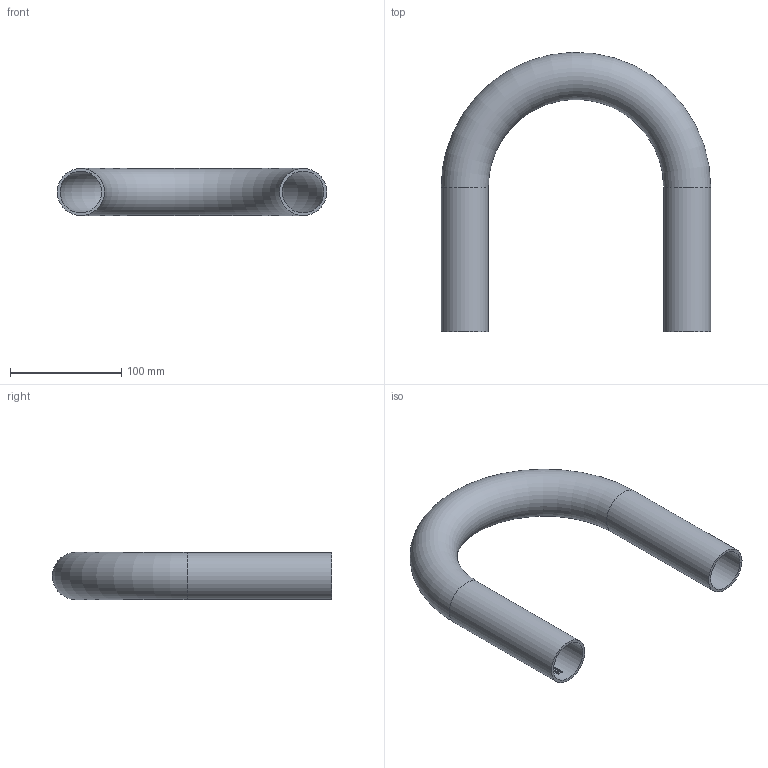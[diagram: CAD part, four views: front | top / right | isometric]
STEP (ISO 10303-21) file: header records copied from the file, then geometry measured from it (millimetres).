
FILE_DESCRIPTION (( 'STEP AP203' ), '1' );
FILE_NAME ('55140-U100.step', '2023-04-14T08:27:43', ( '' ), ( '' ), 'SwSTEP 2.0', 'SolidWorks 2018', '' );
FILE_SCHEMA (( 'CONFIG_CONTROL_DESIGN' ));
Length unit declared in the file: millimetre
Products named in the file (1): 55140-U100
Bounding box: 242.4 x 251.14 x 42.4 mm (x, y, z)
Volume: 179925.9 mm3; surface area: 144577.9 mm2
Topology: 1 solids, 1 shells, 232 faces, 611 edges, 406 vertices
Faces by surface type: plane 103, bspline 98, cylinder 29, torus 2
Full cylindrical faces by diameter (mm): 37.4 x2, 42.4 x2
Entity records: 11432 total; most frequent: CARTESIAN_POINT 6260, ORIENTED_EDGE 1210, DIRECTION 763, EDGE_CURVE 605, VERTEX_POINT 406, LINE 289, VECTOR 289, EDGE_LOOP 265
